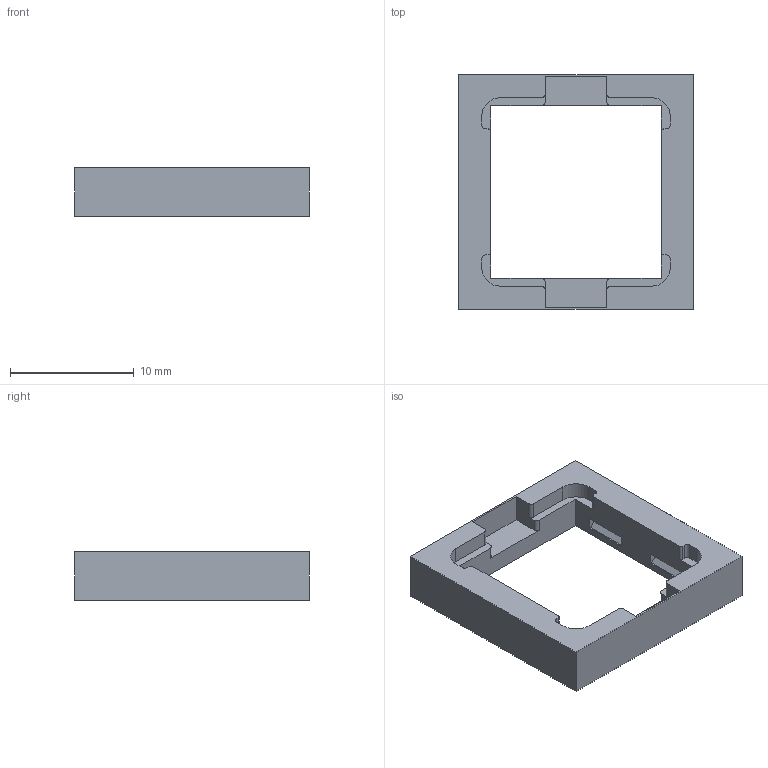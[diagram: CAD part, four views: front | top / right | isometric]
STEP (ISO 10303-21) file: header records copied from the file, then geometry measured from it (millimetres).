
FILE_DESCRIPTION(/* description */ (''),/* implementation_level */ '2;1');
FILE_NAME(/* name */ 'key-choc-sunken.step',/* time_stamp */ '2024-07-24T20:59:39-04:00',/* author */ (''),/* organization */ (''),/* preprocessor_version */ 'ST-DEVELOPER v20',/* originating_system */ 'Autodesk Translation Framework v13.14.0.145',/* authorisation */ '');
FILE_SCHEMA (('AUTOMOTIVE_DESIGN { 1 0 10303 214 3 1 1 }'));
Length unit declared in the file: millimetre
Products named in the file (2): Kailh Choc Low Profile Switch; Component1
Assembly tree (1 placements, depth 2):
  Kailh Choc Low Profile Switch
    Component1
Bounding box: 19 x 19 x 3.9 mm (x, y, z)
Volume: 573.6 mm3; surface area: 885.6 mm2
Topology: 1 solids, 1 shells, 82 faces, 228 edges, 152 vertices
Faces by surface type: plane 62, cylinder 20
Entity records: 2697 total; most frequent: CARTESIAN_POINT 465, ORIENTED_EDGE 456, DIRECTION 438, EDGE_CURVE 228, LINE 188, VECTOR 188, VERTEX_POINT 152, AXIS2_PLACEMENT_3D 125
